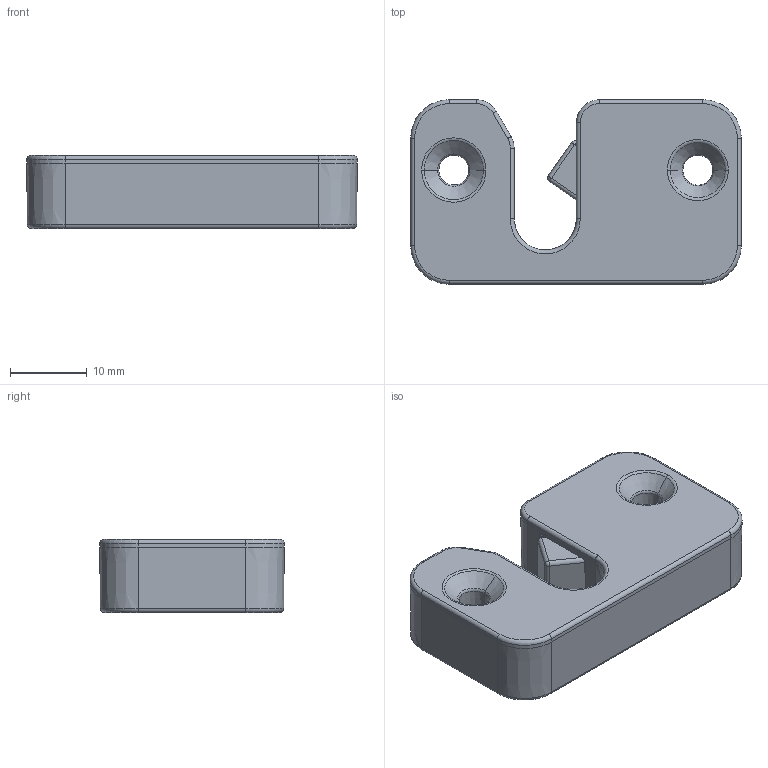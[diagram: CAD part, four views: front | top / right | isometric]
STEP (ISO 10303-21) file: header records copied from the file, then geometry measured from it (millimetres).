
FILE_DESCRIPTION (( 'STEP AP214' ), '1' );
FILE_NAME ('2821-01130200-08_Industrilas.step', '2025-09-09T09:57:41', ( '' ), ( '' ), 'SwSTEP 2.0', 'SolidWorks 2010', '' );
FILE_SCHEMA (( 'AUTOMOTIVE_DESIGN' ));
Length unit declared in the file: millimetre
Products named in the file (4): 00131948; 00131949; 00131999; 2821-01130200-08_Industrilas
Assembly tree (3 placements, depth 2):
  2821-01130200-08_Industrilas
    00131999
    00131949
    00131948
Bounding box: 43 x 24 x 9.5 mm (x, y, z)
Volume: 5121.1 mm3; surface area: 6971.9 mm2
Topology: 3 solids, 3 shells, 304 faces, 728 edges, 427 vertices
Faces by surface type: plane 83, cone 71, cylinder 60, torus 54, bspline 21, sphere 15
Entity records: 10472 total; most frequent: CARTESIAN_POINT 3339, DIRECTION 1550, ORIENTED_EDGE 1440, EDGE_CURVE 720, AXIS2_PLACEMENT_3D 610, VERTEX_POINT 427, LINE 330, VECTOR 330
